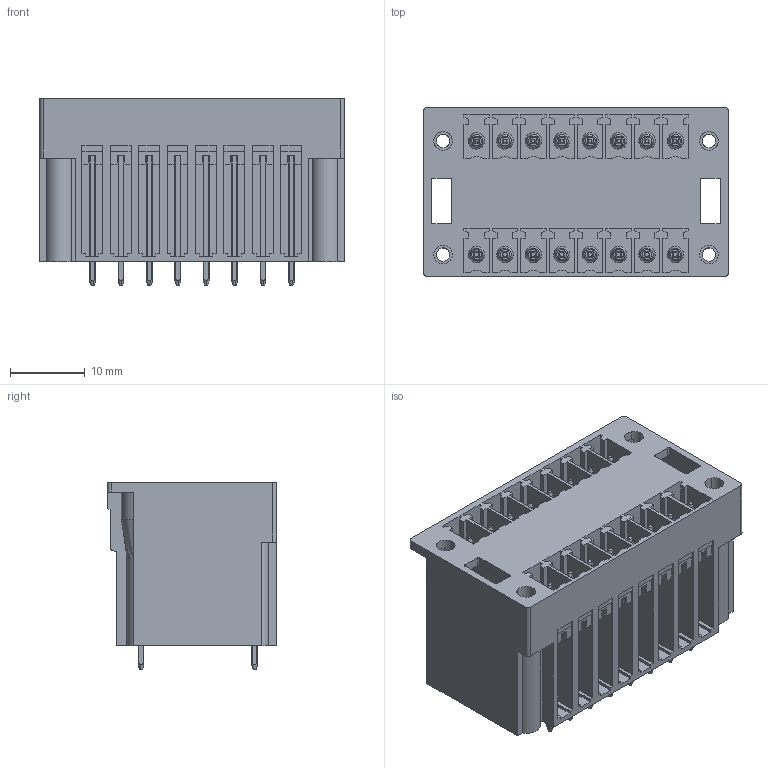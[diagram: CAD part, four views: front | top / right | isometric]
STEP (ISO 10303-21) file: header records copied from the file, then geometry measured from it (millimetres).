
FILE_DESCRIPTION(('CATIA V5 STEP Exchange','CAx-IF Rec.Pracs.--- Model Styling and Organization---1.2---2011-12-15'),'2;1');
FILE_NAME ('D1447199_0', '2018-10-05T07:54:29+00:00', ('none'), ('Weidmueller'), 'CATIA Version 5-6 Release 2014', 'CATIA V5 STEP AP214', 'none');
FILE_SCHEMA(('AUTOMOTIVE_DESIGN { 1 0 10303 214 1 1 1 1 }'));
Length unit declared in the file: millimetre
Products named in the file (1): 1031540000
Bounding box: 40.87 x 22.7 x 25.1 mm (x, y, z)
Volume: 13976.1 mm3; surface area: 11331.1 mm2
Topology: 17 solids, 17 shells, 990 faces, 2698 edges, 1786 vertices
Faces by surface type: plane 630, cylinder 218, cone 110, torus 32
Entity records: 31821 total; most frequent: CARTESIAN_POINT 9195, ORIENTED_EDGE 5396, DIRECTION 3393, EDGE_CURVE 2698, VECTOR 1852, LINE 1852, VERTEX_POINT 1786, EDGE_LOOP 1094
